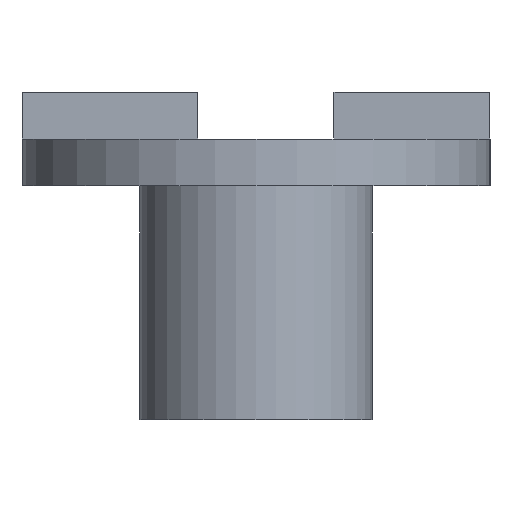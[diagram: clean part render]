
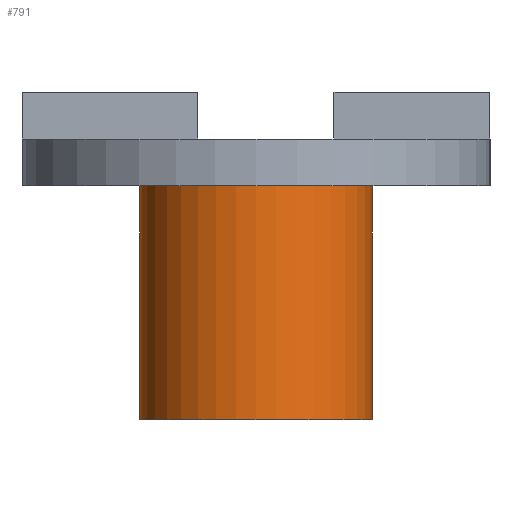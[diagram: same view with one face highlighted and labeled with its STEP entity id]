
A CAD part, left-side view. The second image highlights one B-rep face of the part: STEP entity #791.
In plain terms, the highlighted cylindrical face has radius 1.49 mm (diameter 2.98 mm), a full revolution.
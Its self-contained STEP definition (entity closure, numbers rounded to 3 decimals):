
#128 = PLANE('',#129);
#129 = AXIS2_PLACEMENT_3D('',#130,#131,#132);
#130 = CARTESIAN_POINT('',(0.,0.,0.));
#131 = DIRECTION('',(0.,0.,1.));
#132 = DIRECTION('',(1.,0.,0.));
#373 = EDGE_CURVE('',#374,#374,#376,.T.);
#374 = VERTEX_POINT('',#375);
#375 = CARTESIAN_POINT('',(-13.51,0.,0.));
#376 = SURFACE_CURVE('',#377,(#382,#393),.PCURVE_S1.);
#377 = CIRCLE('',#378,1.49);
#378 = AXIS2_PLACEMENT_3D('',#379,#380,#381);
#379 = CARTESIAN_POINT('',(-15.,0.,0.));
#380 = DIRECTION('',(0.,0.,-1.));
#381 = DIRECTION('',(1.,0.,0.));
#382 = PCURVE('',#128,#383);
#383 = DEFINITIONAL_REPRESENTATION('',(#384),#392);
#384 = ( BOUNDED_CURVE() B_SPLINE_CURVE(2,(#385,#386,#387,#388,#389,#390
,#391),.UNSPECIFIED.,.T.,.F.) B_SPLINE_CURVE_WITH_KNOTS((1,2,2,2,2,1),(
    -2.094,0.,2.094,4.189,6.283,
8.378),.UNSPECIFIED.) CURVE() GEOMETRIC_REPRESENTATION_ITEM() 
RATIONAL_B_SPLINE_CURVE((1.,0.5,1.,0.5,1.,0.5,1.)) REPRESENTATION_ITEM(
  '') );
#385 = CARTESIAN_POINT('',(-13.51,0.));
#386 = CARTESIAN_POINT('',(-13.51,-2.581));
#387 = CARTESIAN_POINT('',(-15.745,-1.29));
#388 = CARTESIAN_POINT('',(-17.98,0.));
#389 = CARTESIAN_POINT('',(-15.745,1.29));
#390 = CARTESIAN_POINT('',(-13.51,2.581));
#391 = CARTESIAN_POINT('',(-13.51,0.));
#392 = ( GEOMETRIC_REPRESENTATION_CONTEXT(2) 
PARAMETRIC_REPRESENTATION_CONTEXT() REPRESENTATION_CONTEXT('2D SPACE',''
  ) );
#393 = PCURVE('',#394,#399);
#394 = CYLINDRICAL_SURFACE('',#395,1.49);
#395 = AXIS2_PLACEMENT_3D('',#396,#397,#398);
#396 = CARTESIAN_POINT('',(-15.,0.,0.));
#397 = DIRECTION('',(-0.,-0.,1.));
#398 = DIRECTION('',(1.,0.,0.));
#399 = DEFINITIONAL_REPRESENTATION('',(#400),#404);
#400 = LINE('',#401,#402);
#401 = CARTESIAN_POINT('',(-0.,0.));
#402 = VECTOR('',#403,1.);
#403 = DIRECTION('',(-1.,0.));
#404 = ( GEOMETRIC_REPRESENTATION_CONTEXT(2) 
PARAMETRIC_REPRESENTATION_CONTEXT() REPRESENTATION_CONTEXT('2D SPACE',''
  ) );
#791 = ADVANCED_FACE('',(#792),#394,.T.);
#792 = FACE_BOUND('',#793,.F.);
#793 = EDGE_LOOP('',(#794,#817,#848,#849));
#794 = ORIENTED_EDGE('',*,*,#795,.T.);
#795 = EDGE_CURVE('',#374,#796,#798,.T.);
#796 = VERTEX_POINT('',#797);
#797 = CARTESIAN_POINT('',(-13.51,0.,-3.));
#798 = SEAM_CURVE('',#799,(#803,#810),.PCURVE_S1.);
#799 = LINE('',#800,#801);
#800 = CARTESIAN_POINT('',(-13.51,0.,0.));
#801 = VECTOR('',#802,1.);
#802 = DIRECTION('',(0.,0.,-1.));
#803 = PCURVE('',#394,#804);
#804 = DEFINITIONAL_REPRESENTATION('',(#805),#809);
#805 = LINE('',#806,#807);
#806 = CARTESIAN_POINT('',(-0.,0.));
#807 = VECTOR('',#808,1.);
#808 = DIRECTION('',(-0.,-1.));
#809 = ( GEOMETRIC_REPRESENTATION_CONTEXT(2) 
PARAMETRIC_REPRESENTATION_CONTEXT() REPRESENTATION_CONTEXT('2D SPACE',''
  ) );
#810 = PCURVE('',#394,#811);
#811 = DEFINITIONAL_REPRESENTATION('',(#812),#816);
#812 = LINE('',#813,#814);
#813 = CARTESIAN_POINT('',(-6.283,0.));
#814 = VECTOR('',#815,1.);
#815 = DIRECTION('',(-0.,-1.));
#816 = ( GEOMETRIC_REPRESENTATION_CONTEXT(2) 
PARAMETRIC_REPRESENTATION_CONTEXT() REPRESENTATION_CONTEXT('2D SPACE',''
  ) );
#817 = ORIENTED_EDGE('',*,*,#818,.T.);
#818 = EDGE_CURVE('',#796,#796,#819,.T.);
#819 = SURFACE_CURVE('',#820,(#825,#832),.PCURVE_S1.);
#820 = CIRCLE('',#821,1.49);
#821 = AXIS2_PLACEMENT_3D('',#822,#823,#824);
#822 = CARTESIAN_POINT('',(-15.,0.,-3.));
#823 = DIRECTION('',(0.,0.,-1.));
#824 = DIRECTION('',(1.,0.,0.));
#825 = PCURVE('',#394,#826);
#826 = DEFINITIONAL_REPRESENTATION('',(#827),#831);
#827 = LINE('',#828,#829);
#828 = CARTESIAN_POINT('',(-0.,-3.));
#829 = VECTOR('',#830,1.);
#830 = DIRECTION('',(-1.,0.));
#831 = ( GEOMETRIC_REPRESENTATION_CONTEXT(2) 
PARAMETRIC_REPRESENTATION_CONTEXT() REPRESENTATION_CONTEXT('2D SPACE',''
  ) );
#832 = PCURVE('',#833,#838);
#833 = PLANE('',#834);
#834 = AXIS2_PLACEMENT_3D('',#835,#836,#837);
#835 = CARTESIAN_POINT('',(0.,0.,-3.));
#836 = DIRECTION('',(0.,0.,1.));
#837 = DIRECTION('',(1.,0.,0.));
#838 = DEFINITIONAL_REPRESENTATION('',(#839),#847);
#839 = ( BOUNDED_CURVE() B_SPLINE_CURVE(2,(#840,#841,#842,#843,#844,#845
,#846),.UNSPECIFIED.,.T.,.F.) B_SPLINE_CURVE_WITH_KNOTS((1,2,2,2,2,1),(
    -2.094,0.,2.094,4.189,6.283,
8.378),.UNSPECIFIED.) CURVE() GEOMETRIC_REPRESENTATION_ITEM() 
RATIONAL_B_SPLINE_CURVE((1.,0.5,1.,0.5,1.,0.5,1.)) REPRESENTATION_ITEM(
  '') );
#840 = CARTESIAN_POINT('',(-13.51,0.));
#841 = CARTESIAN_POINT('',(-13.51,-2.581));
#842 = CARTESIAN_POINT('',(-15.745,-1.29));
#843 = CARTESIAN_POINT('',(-17.98,0.));
#844 = CARTESIAN_POINT('',(-15.745,1.29));
#845 = CARTESIAN_POINT('',(-13.51,2.581));
#846 = CARTESIAN_POINT('',(-13.51,0.));
#847 = ( GEOMETRIC_REPRESENTATION_CONTEXT(2) 
PARAMETRIC_REPRESENTATION_CONTEXT() REPRESENTATION_CONTEXT('2D SPACE',''
  ) );
#848 = ORIENTED_EDGE('',*,*,#795,.F.);
#849 = ORIENTED_EDGE('',*,*,#373,.F.);
